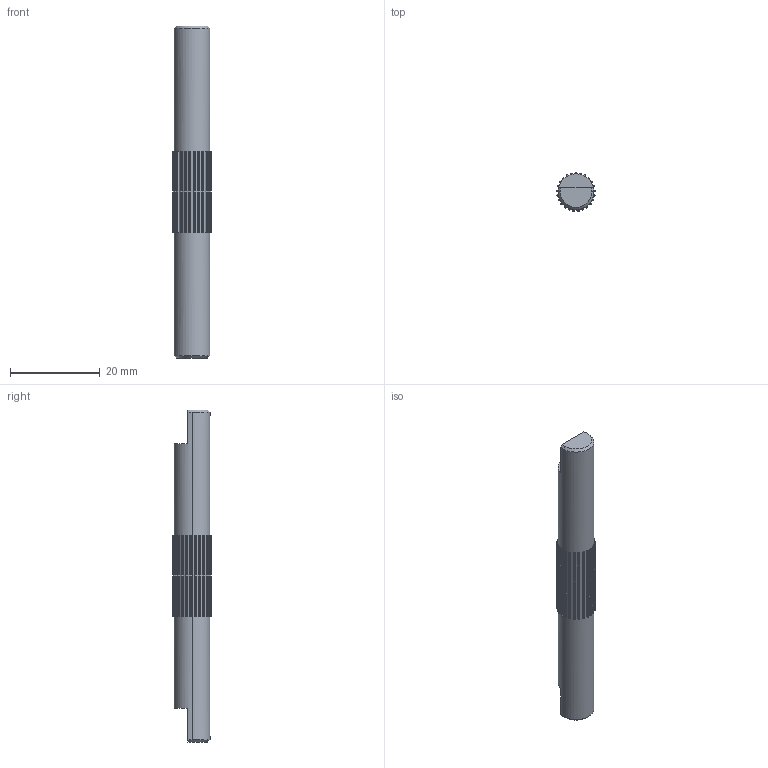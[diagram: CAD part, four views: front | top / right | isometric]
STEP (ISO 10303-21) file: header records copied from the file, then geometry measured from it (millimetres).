
FILE_DESCRIPTION (( 'STEP AP203' ), '1' );
FILE_NAME ('Moby-RV-7_Défaut_sldprt.STEP', '2019-11-01T12:19:03', ( '' ), ( '' ), 'SwSTEP 2.0', 'SolidWorks 2017', '' );
FILE_SCHEMA (( 'CONFIG_CONTROL_DESIGN' ));
Length unit declared in the file: millimetre
Products named in the file (1): Moby-RV-7_Défaut_sldprt
Bounding box: 8.59 x 8.58 x 74 mm (x, y, z)
Volume: 3509.3 mm3; surface area: 2103.6 mm2
Topology: 1 solids, 1 shells, 199 faces, 512 edges, 340 vertices
Faces by surface type: plane 131, cylinder 62, cone 6
Entity records: 6179 total; most frequent: DIRECTION 1092, CARTESIAN_POINT 1064, ORIENTED_EDGE 1024, EDGE_CURVE 512, AXIS2_PLACEMENT_3D 384, VERTEX_POINT 340, LINE 324, VECTOR 324
